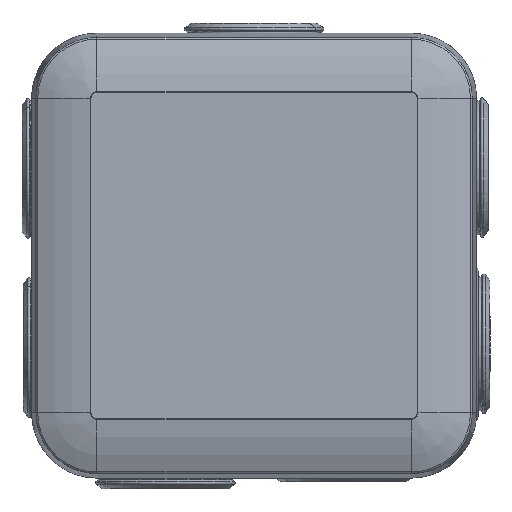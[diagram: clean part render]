
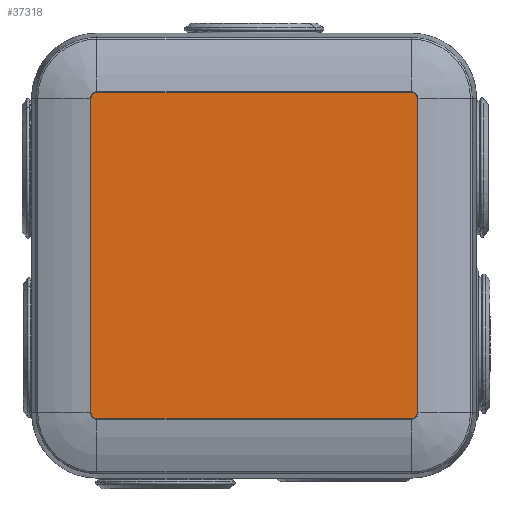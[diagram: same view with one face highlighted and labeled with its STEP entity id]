
A CAD part, top view. The second image highlights one B-rep face of the part: STEP entity #37318.
In plain terms, the highlighted planar face has unit normal (0, 0, 1).
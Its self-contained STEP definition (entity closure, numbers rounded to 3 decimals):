
#37149=AXIS2_PLACEMENT_3D('Circle Axis2P3D',#37147,#37148,$) ;
#37197=AXIS2_PLACEMENT_3D('Circle Axis2P3D',#37195,#37196,$) ;
#37245=AXIS2_PLACEMENT_3D('Circle Axis2P3D',#37243,#37244,$) ;
#37293=AXIS2_PLACEMENT_3D('Circle Axis2P3D',#37291,#37292,$) ;
#37306=AXIS2_PLACEMENT_3D('Plane Axis2P3D',#37303,#37304,#37305) ;
#37120=CARTESIAN_POINT('Vertex',(26.5,27.5,46.092)) ;
#37127=CARTESIAN_POINT('Vertex',(-26.5,27.5,46.092)) ;
#37130=CARTESIAN_POINT('Line Origine',(0.,27.5,46.092)) ;
#37147=CARTESIAN_POINT('Axis2P3D Location',(-26.5,26.5,46.092)) ;
#37151=CARTESIAN_POINT('Vertex',(-27.5,26.5,46.092)) ;
#37171=CARTESIAN_POINT('Line Origine',(-27.5,0.,46.092)) ;
#37175=CARTESIAN_POINT('Vertex',(-27.5,-26.5,46.092)) ;
#37195=CARTESIAN_POINT('Axis2P3D Location',(-26.5,-26.5,46.092)) ;
#37199=CARTESIAN_POINT('Vertex',(-26.5,-27.5,46.092)) ;
#37223=CARTESIAN_POINT('Vertex',(26.5,-27.5,46.092)) ;
#37226=CARTESIAN_POINT('Line Origine',(0.,-27.5,46.092)) ;
#37243=CARTESIAN_POINT('Axis2P3D Location',(26.5,-26.5,46.092)) ;
#37247=CARTESIAN_POINT('Vertex',(27.5,-26.5,46.092)) ;
#37267=CARTESIAN_POINT('Line Origine',(27.5,0.,46.092)) ;
#37271=CARTESIAN_POINT('Vertex',(27.5,26.5,46.092)) ;
#37291=CARTESIAN_POINT('Axis2P3D Location',(26.5,26.5,46.092)) ;
#37303=CARTESIAN_POINT('Axis2P3D Location',(0.,0.,46.092)) ;
#37131=DIRECTION('Vector Direction',(-1.,0.,0.)) ;
#37148=DIRECTION('Axis2P3D Direction',(0.,-0.,1.)) ;
#37172=DIRECTION('Vector Direction',(0.,-1.,0.)) ;
#37196=DIRECTION('Axis2P3D Direction',(0.,0.,1.)) ;
#37227=DIRECTION('Vector Direction',(1.,0.,0.)) ;
#37244=DIRECTION('Axis2P3D Direction',(0.,0.,1.)) ;
#37268=DIRECTION('Vector Direction',(0.,1.,0.)) ;
#37292=DIRECTION('Axis2P3D Direction',(0.,0.,1.)) ;
#37304=DIRECTION('Axis2P3D Direction',(0.,0.,1.)) ;
#37305=DIRECTION('Axis2P3D XDirection',(1.,0.,0.)) ;
#37132=VECTOR('Line Direction',#37131,1.) ;
#37173=VECTOR('Line Direction',#37172,1.) ;
#37228=VECTOR('Line Direction',#37227,1.) ;
#37269=VECTOR('Line Direction',#37268,1.) ;
#37309=ORIENTED_EDGE('',*,*,#37153,.T.) ;
#37310=ORIENTED_EDGE('',*,*,#37177,.T.) ;
#37311=ORIENTED_EDGE('',*,*,#37201,.T.) ;
#37312=ORIENTED_EDGE('',*,*,#37230,.F.) ;
#37313=ORIENTED_EDGE('',*,*,#37249,.T.) ;
#37314=ORIENTED_EDGE('',*,*,#37273,.T.) ;
#37315=ORIENTED_EDGE('',*,*,#37295,.T.) ;
#37316=ORIENTED_EDGE('',*,*,#37134,.F.) ;
#37318=ADVANCED_FACE('0030D27.1\\Corps de Base',(#37317),#37307,.T.) ;
#37150=CIRCLE('generated circle',#37149,1.) ;
#37198=CIRCLE('generated circle',#37197,1.) ;
#37246=CIRCLE('generated circle',#37245,1.) ;
#37294=CIRCLE('generated circle',#37293,1.) ;
#37134=EDGE_CURVE('',#37128,#37121,#37133,.F.) ;
#37153=EDGE_CURVE('',#37128,#37152,#37150,.T.) ;
#37177=EDGE_CURVE('',#37152,#37176,#37174,.T.) ;
#37201=EDGE_CURVE('',#37176,#37200,#37198,.T.) ;
#37230=EDGE_CURVE('',#37224,#37200,#37229,.F.) ;
#37249=EDGE_CURVE('',#37224,#37248,#37246,.T.) ;
#37273=EDGE_CURVE('',#37248,#37272,#37270,.T.) ;
#37295=EDGE_CURVE('',#37272,#37121,#37294,.T.) ;
#37308=EDGE_LOOP('',(#37309,#37310,#37311,#37312,#37313,#37314,#37315,#37316)) ;
#37317=FACE_OUTER_BOUND('',#37308,.T.) ;
#37133=LINE('Line',#37130,#37132) ;
#37174=LINE('Line',#37171,#37173) ;
#37229=LINE('Line',#37226,#37228) ;
#37270=LINE('Line',#37267,#37269) ;
#37307=PLANE('',#37306) ;
#37121=VERTEX_POINT('',#37120) ;
#37128=VERTEX_POINT('',#37127) ;
#37152=VERTEX_POINT('',#37151) ;
#37176=VERTEX_POINT('',#37175) ;
#37200=VERTEX_POINT('',#37199) ;
#37224=VERTEX_POINT('',#37223) ;
#37248=VERTEX_POINT('',#37247) ;
#37272=VERTEX_POINT('',#37271) ;
